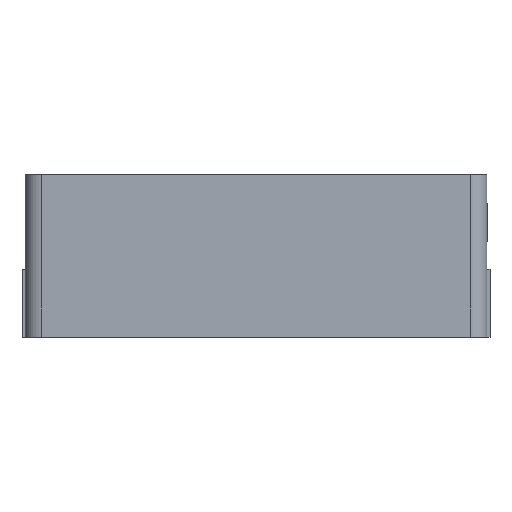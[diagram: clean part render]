
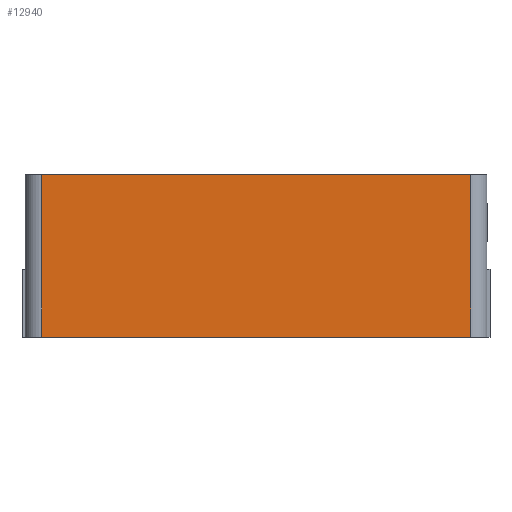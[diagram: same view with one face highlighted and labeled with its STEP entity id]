
A CAD part, front view. The second image highlights one B-rep face of the part: STEP entity #12940.
In plain terms, the highlighted planar face has unit normal (0, -1, 0).
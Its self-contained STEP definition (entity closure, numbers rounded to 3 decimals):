
#166 = EDGE_CURVE ( 'NONE', #11657, #10900, #6656, .T. ) ;
#660 = EDGE_CURVE ( 'NONE', #10900, #3559, #10854, .T. ) ;
#951 = CARTESIAN_POINT ( 'NONE',  ( -7.1, -6.4, 0. ) ) ;
#1111 = ORIENTED_EDGE ( 'NONE', *, *, #9685, .F. ) ;
#1136 = DIRECTION ( 'NONE',  ( 0., 1., 0. ) ) ;
#1954 = VERTEX_POINT ( 'NONE', #14023 ) ;
#1958 = LINE ( 'NONE', #13787, #14692 ) ;
#2242 = CARTESIAN_POINT ( 'NONE',  ( -7.1, -6.4, 5. ) ) ;
#2249 = EDGE_CURVE ( 'NONE', #1954, #11657, #1958, .T. ) ;
#2385 = DIRECTION ( 'NONE',  ( 0., 0., 1. ) ) ;
#2916 = FACE_OUTER_BOUND ( 'NONE', #6680, .T. ) ;
#3559 = VERTEX_POINT ( 'NONE', #8814 ) ;
#3614 = LINE ( 'NONE', #2242, #6386 ) ;
#3873 = AXIS2_PLACEMENT_3D ( 'NONE', #8791, #1136, #13039 ) ;
#4115 = ORIENTED_EDGE ( 'NONE', *, *, #660, .T. ) ;
#4772 = VECTOR ( 'NONE', #13895, 1000. ) ;
#4949 = DIRECTION ( 'NONE',  ( 1., 0., 0. ) ) ;
#6276 = DIRECTION ( 'NONE',  ( 0., 0., -1. ) ) ;
#6386 = VECTOR ( 'NONE', #4949, 1000. ) ;
#6656 = LINE ( 'NONE', #951, #4772 ) ;
#6680 = EDGE_LOOP ( 'NONE', ( #1111, #11027, #15836, #4115 ) ) ;
#8362 = VECTOR ( 'NONE', #2385, 1000. ) ;
#8791 = CARTESIAN_POINT ( 'NONE',  ( -7.1, -6.4, 5. ) ) ;
#8814 = CARTESIAN_POINT ( 'NONE',  ( 6.6, -6.4, 5. ) ) ;
#9685 = EDGE_CURVE ( 'NONE', #1954, #3559, #3614, .T. ) ;
#10661 = CARTESIAN_POINT ( 'NONE',  ( 6.6, -6.4, 0. ) ) ;
#10854 = LINE ( 'NONE', #13656, #8362 ) ;
#10900 = VERTEX_POINT ( 'NONE', #10661 ) ;
#11027 = ORIENTED_EDGE ( 'NONE', *, *, #2249, .T. ) ;
#11657 = VERTEX_POINT ( 'NONE', #12424 ) ;
#12424 = CARTESIAN_POINT ( 'NONE',  ( -6.6, -6.4, 0. ) ) ;
#12940 = ADVANCED_FACE ( 'NONE', ( #2916 ), #14293, .F. ) ;
#13039 = DIRECTION ( 'NONE',  ( 0., 0., 1. ) ) ;
#13656 = CARTESIAN_POINT ( 'NONE',  ( 6.6, -6.4, 5. ) ) ;
#13787 = CARTESIAN_POINT ( 'NONE',  ( -6.6, -6.4, 5. ) ) ;
#13895 = DIRECTION ( 'NONE',  ( 1., 0., 0. ) ) ;
#14023 = CARTESIAN_POINT ( 'NONE',  ( -6.6, -6.4, 5. ) ) ;
#14293 = PLANE ( 'NONE',  #3873 ) ;
#14692 = VECTOR ( 'NONE', #6276, 1000. ) ;
#15836 = ORIENTED_EDGE ( 'NONE', *, *, #166, .T. ) ;
